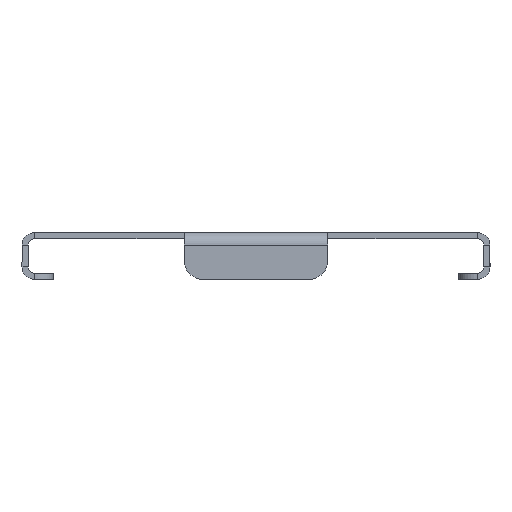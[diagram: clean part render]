
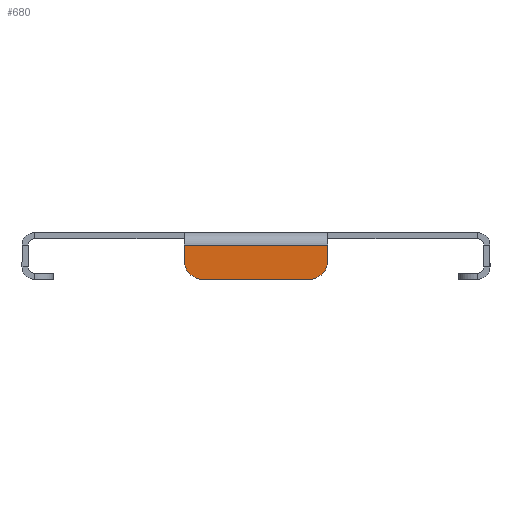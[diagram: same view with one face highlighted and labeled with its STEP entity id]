
A CAD part, left-side view. The second image highlights one B-rep face of the part: STEP entity #680.
In plain terms, the highlighted planar face has unit normal (-1, 0, 0).
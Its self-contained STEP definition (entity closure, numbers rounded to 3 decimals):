
#57 = VERTEX_POINT ( 'NONE', #2096 ) ;
#73 = DIRECTION ( 'NONE',  ( 0., 0., -1. ) ) ;
#197 = CIRCLE ( 'NONE', #1456, 6. ) ;
#207 = FACE_OUTER_BOUND ( 'NONE', #1468, .T. ) ;
#247 = ORIENTED_EDGE ( 'NONE', *, *, #2415, .T. ) ;
#275 = DIRECTION ( 'NONE',  ( 0., 0., -1. ) ) ;
#326 = CARTESIAN_POINT ( 'NONE',  ( -399.5, -17., -9. ) ) ;
#361 = DIRECTION ( 'NONE',  ( -1., 0., 0. ) ) ;
#419 = DIRECTION ( 'NONE',  ( 0., 0., -1. ) ) ;
#445 = DIRECTION ( 'NONE',  ( 0., -1., 0. ) ) ;
#490 = LINE ( 'NONE', #2968, #2021 ) ;
#503 = CARTESIAN_POINT ( 'NONE',  ( -399.5, -17., -15. ) ) ;
#509 = CARTESIAN_POINT ( 'NONE',  ( -399.5, 23., -9. ) ) ;
#643 = CARTESIAN_POINT ( 'NONE',  ( -399.5, 0., 0. ) ) ;
#668 = EDGE_CURVE ( 'NONE', #1296, #804, #2368, .T. ) ;
#680 = ADVANCED_FACE ( 'NONE', ( #207 ), #2671, .F. ) ;
#691 = VERTEX_POINT ( 'NONE', #1530 ) ;
#804 = VERTEX_POINT ( 'NONE', #2811 ) ;
#813 = CARTESIAN_POINT ( 'NONE',  ( -399.5, 23., -4. ) ) ;
#848 = DIRECTION ( 'NONE',  ( 1., 0., 0. ) ) ;
#853 = ORIENTED_EDGE ( 'NONE', *, *, #1113, .F. ) ;
#876 = VECTOR ( 'NONE', #2261, 1000. ) ;
#1113 = EDGE_CURVE ( 'NONE', #1447, #691, #1851, .T. ) ;
#1114 = EDGE_CURVE ( 'NONE', #57, #691, #490, .T. ) ;
#1164 = VECTOR ( 'NONE', #275, 1000. ) ;
#1169 = CARTESIAN_POINT ( 'NONE',  ( -399.5, 23., -15. ) ) ;
#1296 = VERTEX_POINT ( 'NONE', #509 ) ;
#1308 = DIRECTION ( 'NONE',  ( 0., 0., -1. ) ) ;
#1401 = AXIS2_PLACEMENT_3D ( 'NONE', #643, #848, #1308 ) ;
#1447 = VERTEX_POINT ( 'NONE', #813 ) ;
#1456 = AXIS2_PLACEMENT_3D ( 'NONE', #326, #361, #73 ) ;
#1468 = EDGE_LOOP ( 'NONE', ( #1675, #247, #2595, #853, #1480, #2029 ) ) ;
#1480 = ORIENTED_EDGE ( 'NONE', *, *, #2686, .T. ) ;
#1530 = CARTESIAN_POINT ( 'NONE',  ( -399.5, -23., -4. ) ) ;
#1538 = LINE ( 'NONE', #1751, #876 ) ;
#1582 = EDGE_CURVE ( 'NONE', #1879, #804, #1538, .T. ) ;
#1675 = ORIENTED_EDGE ( 'NONE', *, *, #1582, .F. ) ;
#1751 = CARTESIAN_POINT ( 'NONE',  ( -399.5, -75., -15. ) ) ;
#1838 = DIRECTION ( 'NONE',  ( 0., 0., 1. ) ) ;
#1851 = LINE ( 'NONE', #2735, #2546 ) ;
#1879 = VERTEX_POINT ( 'NONE', #503 ) ;
#2007 = DIRECTION ( 'NONE',  ( -1., 0., 0. ) ) ;
#2021 = VECTOR ( 'NONE', #1838, 1000. ) ;
#2029 = ORIENTED_EDGE ( 'NONE', *, *, #668, .T. ) ;
#2096 = CARTESIAN_POINT ( 'NONE',  ( -399.5, -23., -9. ) ) ;
#2122 = LINE ( 'NONE', #1169, #1164 ) ;
#2261 = DIRECTION ( 'NONE',  ( 0., 1., 0. ) ) ;
#2368 = CIRCLE ( 'NONE', #2748, 6. ) ;
#2415 = EDGE_CURVE ( 'NONE', #1879, #57, #197, .T. ) ;
#2546 = VECTOR ( 'NONE', #445, 1000. ) ;
#2595 = ORIENTED_EDGE ( 'NONE', *, *, #1114, .T. ) ;
#2671 = PLANE ( 'NONE',  #1401 ) ;
#2686 = EDGE_CURVE ( 'NONE', #1447, #1296, #2122, .T. ) ;
#2735 = CARTESIAN_POINT ( 'NONE',  ( -399.5, -75., -4. ) ) ;
#2748 = AXIS2_PLACEMENT_3D ( 'NONE', #2941, #2007, #419 ) ;
#2811 = CARTESIAN_POINT ( 'NONE',  ( -399.5, 17., -15. ) ) ;
#2941 = CARTESIAN_POINT ( 'NONE',  ( -399.5, 17., -9. ) ) ;
#2968 = CARTESIAN_POINT ( 'NONE',  ( -399.5, -23., -15. ) ) ;
